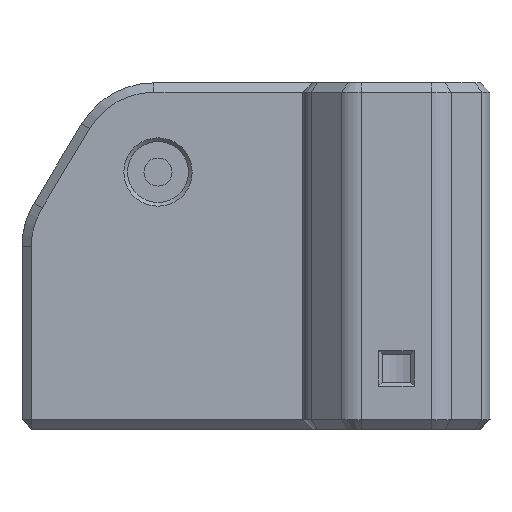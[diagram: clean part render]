
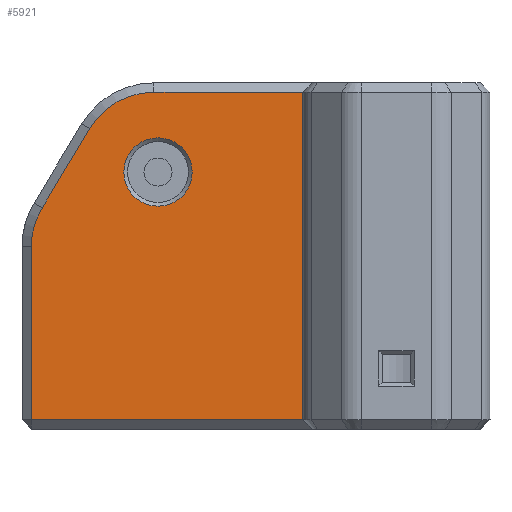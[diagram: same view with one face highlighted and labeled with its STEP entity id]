
A CAD part, front view. The second image highlights one B-rep face of the part: STEP entity #5921.
In plain terms, the highlighted planar face has unit normal (0, -1, 0).
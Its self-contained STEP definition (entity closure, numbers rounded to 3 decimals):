
#164=CIRCLE('',#6225,8.);
#188=CIRCLE('',#6304,8.);
#189=CIRCLE('',#6305,3.65);
#325=FACE_BOUND('',#1095,.T.);
#442=PLANE('',#6303);
#717=FACE_OUTER_BOUND('',#1094,.T.);
#1094=EDGE_LOOP('',(#4848,#4849,#4850,#4851,#4852,#4853,#4854));
#1095=EDGE_LOOP('',(#4855));
#1571=LINE('',#9900,#2121);
#1634=LINE('',#10091,#2184);
#1637=LINE('',#10096,#2187);
#1638=LINE('',#10099,#2188);
#1639=LINE('',#10101,#2189);
#2121=VECTOR('',#7067,1.);
#2184=VECTOR('',#7246,1.);
#2187=VECTOR('',#7251,1.);
#2188=VECTOR('',#7254,1.);
#2189=VECTOR('',#7257,1.);
#2830=VERTEX_POINT('',#9831);
#2831=VERTEX_POINT('',#9833);
#2852=VERTEX_POINT('',#9897);
#2853=VERTEX_POINT('',#9899);
#2895=VERTEX_POINT('',#10090);
#2896=VERTEX_POINT('',#10094);
#2897=VERTEX_POINT('',#10098);
#2898=VERTEX_POINT('',#10102);
#3470=EDGE_CURVE('',#2830,#2831,#164,.T.);
#3503=EDGE_CURVE('',#2852,#2853,#1571,.T.);
#3586=EDGE_CURVE('',#2831,#2895,#1634,.T.);
#3589=EDGE_CURVE('',#2896,#2830,#1637,.T.);
#3590=EDGE_CURVE('',#2853,#2897,#1638,.T.);
#3591=EDGE_CURVE('',#2895,#2852,#188,.T.);
#3592=EDGE_CURVE('',#2897,#2896,#1639,.T.);
#3593=EDGE_CURVE('',#2898,#2898,#189,.T.);
#4848=ORIENTED_EDGE('',*,*,#3590,.F.);
#4849=ORIENTED_EDGE('',*,*,#3503,.F.);
#4850=ORIENTED_EDGE('',*,*,#3591,.F.);
#4851=ORIENTED_EDGE('',*,*,#3586,.F.);
#4852=ORIENTED_EDGE('',*,*,#3470,.F.);
#4853=ORIENTED_EDGE('',*,*,#3589,.F.);
#4854=ORIENTED_EDGE('',*,*,#3592,.F.);
#4855=ORIENTED_EDGE('',*,*,#3593,.F.);
#5921=ADVANCED_FACE('',(#717,#325),#442,.T.);
#6225=AXIS2_PLACEMENT_3D('',#9834,#7004,#7005);
#6303=AXIS2_PLACEMENT_3D('',#10097,#7252,#7253);
#6304=AXIS2_PLACEMENT_3D('',#10100,#7255,#7256);
#6305=AXIS2_PLACEMENT_3D('',#10103,#7258,#7259);
#7004=DIRECTION('center_axis',(0.,1.,0.));
#7005=DIRECTION('ref_axis',(-1.,0.,0.));
#7067=DIRECTION('',(1.,0.,0.));
#7246=DIRECTION('',(0.514,0.,0.857));
#7251=DIRECTION('',(0.,0.,1.));
#7252=DIRECTION('center_axis',(0.,-1.,0.));
#7253=DIRECTION('ref_axis',(1.,0.,0.));
#7254=DIRECTION('',(0.,0.,-1.));
#7255=DIRECTION('center_axis',(0.,1.,0.));
#7256=DIRECTION('ref_axis',(-0.857,0.,0.514));
#7257=DIRECTION('',(-1.,0.,0.));
#7258=DIRECTION('center_axis',(0.,-1.,0.));
#7259=DIRECTION('ref_axis',(0.,0.,1.));
#9831=CARTESIAN_POINT('',(-54.01,-17.5,-5.503));
#9833=CARTESIAN_POINT('',(-52.87,-17.5,-1.387));
#9834=CARTESIAN_POINT('Origin',(-46.01,-17.5,-5.503));
#9897=CARTESIAN_POINT('',(-40.914,-17.5,10.99));
#9899=CARTESIAN_POINT('',(-25.01,-17.5,10.99));
#9900=CARTESIAN_POINT('',(-40.914,-17.5,10.99));
#10090=CARTESIAN_POINT('',(-47.774,-17.5,7.106));
#10091=CARTESIAN_POINT('',(-52.87,-17.5,-1.387));
#10094=CARTESIAN_POINT('',(-54.01,-17.5,-24.01));
#10096=CARTESIAN_POINT('',(-54.01,-17.5,-25.01));
#10097=CARTESIAN_POINT('Origin',(-55.01,-17.5,11.99));
#10098=CARTESIAN_POINT('',(-25.01,-17.5,-24.01));
#10099=CARTESIAN_POINT('',(-25.01,-17.5,11.99));
#10100=CARTESIAN_POINT('Origin',(-40.914,-17.5,2.99));
#10101=CARTESIAN_POINT('',(-25.01,-17.5,-24.01));
#10102=CARTESIAN_POINT('',(-40.48,-17.5,-1.19));
#10103=CARTESIAN_POINT('Origin',(-40.48,-17.5,2.46));
